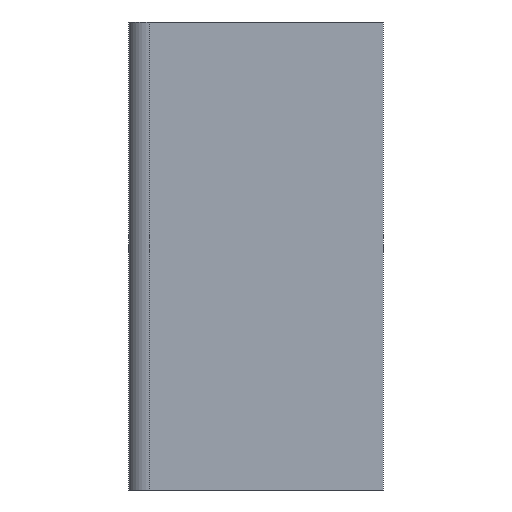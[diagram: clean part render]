
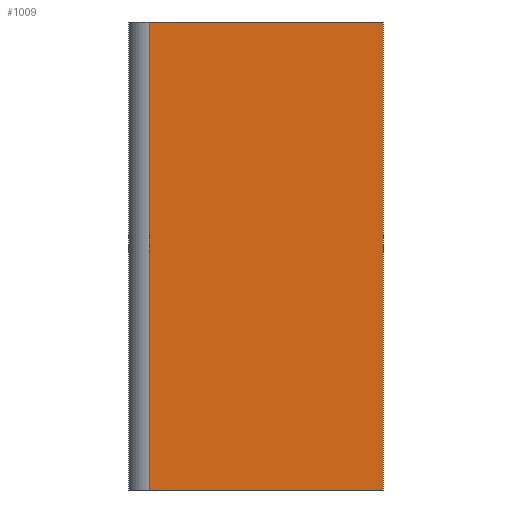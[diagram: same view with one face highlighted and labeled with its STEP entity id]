
A CAD part, front view. The second image highlights one B-rep face of the part: STEP entity #1009.
In plain terms, the highlighted planar face has unit normal (0, -1, 0).
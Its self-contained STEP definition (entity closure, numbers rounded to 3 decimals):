
#616 = CYLINDRICAL_SURFACE('',#617,2.27);
#617 = AXIS2_PLACEMENT_3D('',#618,#619,#620);
#618 = CARTESIAN_POINT('',(0.,2.27,0.));
#619 = DIRECTION('',(0.,0.,1.));
#620 = DIRECTION('',(0.,-1.,0.));
#794 = VERTEX_POINT('',#795);
#795 = CARTESIAN_POINT('',(0.,0.,50.8));
#817 = EDGE_CURVE('',#818,#794,#820,.T.);
#818 = VERTEX_POINT('',#819);
#819 = CARTESIAN_POINT('',(0.,0.,0.));
#820 = SURFACE_CURVE('',#821,(#825,#832),.PCURVE_S1.);
#821 = LINE('',#822,#823);
#822 = CARTESIAN_POINT('',(0.,0.,0.));
#823 = VECTOR('',#824,1.);
#824 = DIRECTION('',(0.,0.,1.));
#825 = PCURVE('',#616,#826);
#826 = DEFINITIONAL_REPRESENTATION('',(#827),#831);
#827 = LINE('',#828,#829);
#828 = CARTESIAN_POINT('',(-0.,0.));
#829 = VECTOR('',#830,1.);
#830 = DIRECTION('',(-0.,1.));
#831 = ( GEOMETRIC_REPRESENTATION_CONTEXT(2) 
PARAMETRIC_REPRESENTATION_CONTEXT() REPRESENTATION_CONTEXT('2D SPACE',''
  ) );
#832 = PCURVE('',#833,#838);
#833 = PLANE('',#834);
#834 = AXIS2_PLACEMENT_3D('',#835,#836,#837);
#835 = CARTESIAN_POINT('',(0.,0.,0.));
#836 = DIRECTION('',(0.,1.,0.));
#837 = DIRECTION('',(0.,0.,1.));
#838 = DEFINITIONAL_REPRESENTATION('',(#839),#843);
#839 = LINE('',#840,#841);
#840 = CARTESIAN_POINT('',(0.,0.));
#841 = VECTOR('',#842,1.);
#842 = DIRECTION('',(1.,0.));
#843 = ( GEOMETRIC_REPRESENTATION_CONTEXT(2) 
PARAMETRIC_REPRESENTATION_CONTEXT() REPRESENTATION_CONTEXT('2D SPACE',''
  ) );
#909 = PLANE('',#910);
#910 = AXIS2_PLACEMENT_3D('',#911,#912,#913);
#911 = CARTESIAN_POINT('',(0.,0.,50.8));
#912 = DIRECTION('',(0.,0.,1.));
#913 = DIRECTION('',(1.,0.,0.));
#996 = PLANE('',#997);
#997 = AXIS2_PLACEMENT_3D('',#998,#999,#1000);
#998 = CARTESIAN_POINT('',(0.,0.,0.));
#999 = DIRECTION('',(0.,0.,1.));
#1000 = DIRECTION('',(1.,0.,0.));
#1009 = ADVANCED_FACE('',(#1010),#833,.F.);
#1010 = FACE_BOUND('',#1011,.F.);
#1011 = EDGE_LOOP('',(#1012,#1035,#1036,#1059));
#1012 = ORIENTED_EDGE('',*,*,#1013,.F.);
#1013 = EDGE_CURVE('',#818,#1014,#1016,.T.);
#1014 = VERTEX_POINT('',#1015);
#1015 = CARTESIAN_POINT('',(25.4,0.,0.));
#1016 = SURFACE_CURVE('',#1017,(#1021,#1028),.PCURVE_S1.);
#1017 = LINE('',#1018,#1019);
#1018 = CARTESIAN_POINT('',(0.,0.,0.));
#1019 = VECTOR('',#1020,1.);
#1020 = DIRECTION('',(1.,0.,0.));
#1021 = PCURVE('',#833,#1022);
#1022 = DEFINITIONAL_REPRESENTATION('',(#1023),#1027);
#1023 = LINE('',#1024,#1025);
#1024 = CARTESIAN_POINT('',(0.,0.));
#1025 = VECTOR('',#1026,1.);
#1026 = DIRECTION('',(0.,1.));
#1027 = ( GEOMETRIC_REPRESENTATION_CONTEXT(2) 
PARAMETRIC_REPRESENTATION_CONTEXT() REPRESENTATION_CONTEXT('2D SPACE',''
  ) );
#1028 = PCURVE('',#996,#1029);
#1029 = DEFINITIONAL_REPRESENTATION('',(#1030),#1034);
#1030 = LINE('',#1031,#1032);
#1031 = CARTESIAN_POINT('',(0.,0.));
#1032 = VECTOR('',#1033,1.);
#1033 = DIRECTION('',(1.,0.));
#1034 = ( GEOMETRIC_REPRESENTATION_CONTEXT(2) 
PARAMETRIC_REPRESENTATION_CONTEXT() REPRESENTATION_CONTEXT('2D SPACE',''
  ) );
#1035 = ORIENTED_EDGE('',*,*,#817,.T.);
#1036 = ORIENTED_EDGE('',*,*,#1037,.T.);
#1037 = EDGE_CURVE('',#794,#1038,#1040,.T.);
#1038 = VERTEX_POINT('',#1039);
#1039 = CARTESIAN_POINT('',(25.4,0.,50.8));
#1040 = SURFACE_CURVE('',#1041,(#1045,#1052),.PCURVE_S1.);
#1041 = LINE('',#1042,#1043);
#1042 = CARTESIAN_POINT('',(0.,0.,50.8));
#1043 = VECTOR('',#1044,1.);
#1044 = DIRECTION('',(1.,0.,0.));
#1045 = PCURVE('',#833,#1046);
#1046 = DEFINITIONAL_REPRESENTATION('',(#1047),#1051);
#1047 = LINE('',#1048,#1049);
#1048 = CARTESIAN_POINT('',(50.8,0.));
#1049 = VECTOR('',#1050,1.);
#1050 = DIRECTION('',(0.,1.));
#1051 = ( GEOMETRIC_REPRESENTATION_CONTEXT(2) 
PARAMETRIC_REPRESENTATION_CONTEXT() REPRESENTATION_CONTEXT('2D SPACE',''
  ) );
#1052 = PCURVE('',#909,#1053);
#1053 = DEFINITIONAL_REPRESENTATION('',(#1054),#1058);
#1054 = LINE('',#1055,#1056);
#1055 = CARTESIAN_POINT('',(0.,0.));
#1056 = VECTOR('',#1057,1.);
#1057 = DIRECTION('',(1.,0.));
#1058 = ( GEOMETRIC_REPRESENTATION_CONTEXT(2) 
PARAMETRIC_REPRESENTATION_CONTEXT() REPRESENTATION_CONTEXT('2D SPACE',''
  ) );
#1059 = ORIENTED_EDGE('',*,*,#1060,.F.);
#1060 = EDGE_CURVE('',#1014,#1038,#1061,.T.);
#1061 = SURFACE_CURVE('',#1062,(#1066,#1073),.PCURVE_S1.);
#1062 = LINE('',#1063,#1064);
#1063 = CARTESIAN_POINT('',(25.4,0.,0.));
#1064 = VECTOR('',#1065,1.);
#1065 = DIRECTION('',(0.,0.,1.));
#1066 = PCURVE('',#833,#1067);
#1067 = DEFINITIONAL_REPRESENTATION('',(#1068),#1072);
#1068 = LINE('',#1069,#1070);
#1069 = CARTESIAN_POINT('',(0.,25.4));
#1070 = VECTOR('',#1071,1.);
#1071 = DIRECTION('',(1.,0.));
#1072 = ( GEOMETRIC_REPRESENTATION_CONTEXT(2) 
PARAMETRIC_REPRESENTATION_CONTEXT() REPRESENTATION_CONTEXT('2D SPACE',''
  ) );
#1073 = PCURVE('',#1074,#1079);
#1074 = PLANE('',#1075);
#1075 = AXIS2_PLACEMENT_3D('',#1076,#1077,#1078);
#1076 = CARTESIAN_POINT('',(25.4,0.,0.));
#1077 = DIRECTION('',(1.,0.,0.));
#1078 = DIRECTION('',(0.,0.,1.));
#1079 = DEFINITIONAL_REPRESENTATION('',(#1080),#1084);
#1080 = LINE('',#1081,#1082);
#1081 = CARTESIAN_POINT('',(0.,0.));
#1082 = VECTOR('',#1083,1.);
#1083 = DIRECTION('',(1.,0.));
#1084 = ( GEOMETRIC_REPRESENTATION_CONTEXT(2) 
PARAMETRIC_REPRESENTATION_CONTEXT() REPRESENTATION_CONTEXT('2D SPACE',''
  ) );
